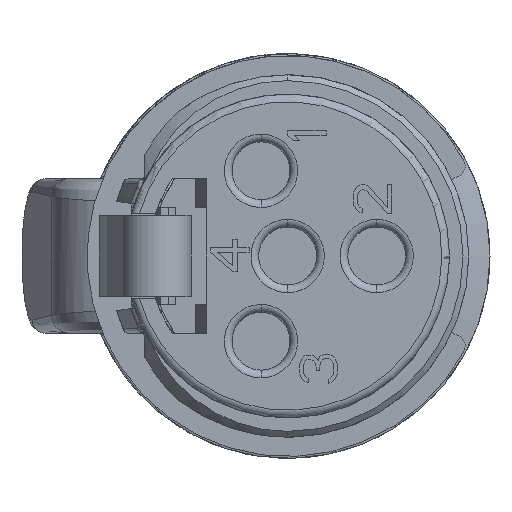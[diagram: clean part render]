
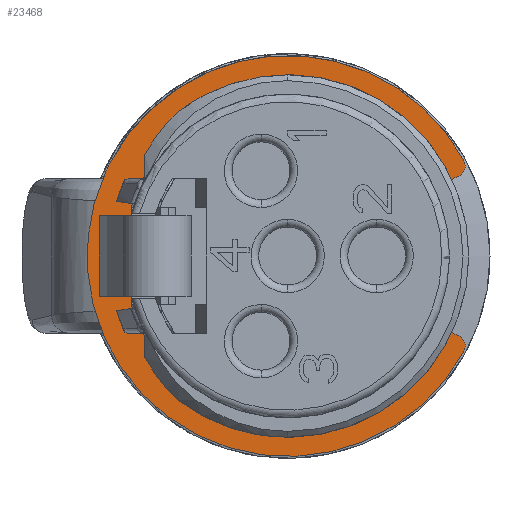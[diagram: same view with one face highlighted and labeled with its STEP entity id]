
A CAD part, left-side view. The second image highlights one B-rep face of the part: STEP entity #23468.
In plain terms, the highlighted planar face has unit normal (-1, 0, 0).
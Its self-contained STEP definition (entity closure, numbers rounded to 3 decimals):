
#7515=CARTESIAN_POINT('',(0.65,4.052,-1.25));
#7517=DIRECTION('',(0.,0.,1.));
#7518=VECTOR('',#7517,2.5);
#7519=CARTESIAN_POINT('',(0.65,4.052,-1.25));
#7520=LINE('',#7519,#7518);
#7669=CARTESIAN_POINT('',(0.65,0.,0.));
#7670=DIRECTION('',(-1.,0.,0.));
#7671=DIRECTION('',(0.,0.871,-0.492));
#7672=AXIS2_PLACEMENT_3D('',#7669,#7670,#7671);
#7674=CARTESIAN_POINT('',(0.65,0.,0.));
#7675=DIRECTION('',(-1.,0.,0.));
#7676=DIRECTION('',(0.,0.,-1.));
#7677=AXIS2_PLACEMENT_3D('',#7674,#7675,#7676);
#7679=CARTESIAN_POINT('',(0.65,-4.07,-2.449));
#7680=DIRECTION('',(1.,0.,0.));
#7681=DIRECTION('',(0.,0.857,0.516));
#7682=AXIS2_PLACEMENT_3D('',#7679,#7680,#7681);
#7684=DIRECTION('',(0.,-0.906,-0.423));
#7685=VECTOR('',#7684,0.167);
#7686=CARTESIAN_POINT('',(0.65,-4.281,-1.996));
#7687=LINE('',#7686,#7685);
#7688=CARTESIAN_POINT('',(0.65,-4.306,-2.339));
#7689=DIRECTION('',(1.,0.,0.));
#7690=DIRECTION('',(0.,-0.423,0.906));
#7691=AXIS2_PLACEMENT_3D('',#7688,#7689,#7690);
#7693=CARTESIAN_POINT('',(0.65,0.,0.));
#7694=DIRECTION('',(1.,0.,0.));
#7695=DIRECTION('',(0.,-0.879,-0.477));
#7696=AXIS2_PLACEMENT_3D('',#7693,#7694,#7695);
#7698=CARTESIAN_POINT('',(0.65,0.,0.));
#7699=DIRECTION('',(1.,0.,0.));
#7700=DIRECTION('',(0.,0.906,0.423));
#7701=AXIS2_PLACEMENT_3D('',#7698,#7699,#7700);
#7703=CARTESIAN_POINT('',(0.65,0.,0.));
#7704=DIRECTION('',(1.,0.,0.));
#7705=DIRECTION('',(0.,0.879,0.477));
#7706=AXIS2_PLACEMENT_3D('',#7703,#7704,#7705);
#7708=CARTESIAN_POINT('',(0.65,-4.306,2.339));
#7709=DIRECTION('',(1.,0.,0.));
#7710=DIRECTION('',(0.,-0.879,0.477));
#7711=AXIS2_PLACEMENT_3D('',#7708,#7709,#7710);
#7713=DIRECTION('',(0.,0.906,-0.423));
#7714=VECTOR('',#7713,0.167);
#7715=CARTESIAN_POINT('',(0.65,-4.433,2.067));
#7716=LINE('',#7715,#7714);
#7717=CARTESIAN_POINT('',(0.65,-4.07,2.449));
#7718=DIRECTION('',(1.,0.,0.));
#7719=DIRECTION('',(0.,-0.423,-0.906));
#7720=AXIS2_PLACEMENT_3D('',#7717,#7718,#7719);
#7722=CARTESIAN_POINT('',(0.65,0.,0.));
#7723=DIRECTION('',(-1.,0.,0.));
#7724=DIRECTION('',(0.,-0.857,0.516));
#7725=AXIS2_PLACEMENT_3D('',#7722,#7723,#7724);
#7727=CARTESIAN_POINT('',(0.65,0.,0.));
#7728=DIRECTION('',(-1.,0.,0.));
#7729=DIRECTION('',(0.,0.,1.));
#7730=AXIS2_PLACEMENT_3D('',#7727,#7728,#7729);
#7732=CARTESIAN_POINT('',(0.65,0.,0.));
#7733=DIRECTION('',(-1.,0.,0.));
#7734=DIRECTION('',(0.,0.871,0.492));
#7735=AXIS2_PLACEMENT_3D('',#7732,#7733,#7734);
#7737=CARTESIAN_POINT('',(0.65,3.852,1.25));
#7738=DIRECTION('',(-1.,0.,0.));
#7739=DIRECTION('',(0.,0.951,0.309));
#7740=AXIS2_PLACEMENT_3D('',#7737,#7738,#7739);
#7742=CARTESIAN_POINT('',(0.65,3.852,-1.25));
#7743=DIRECTION('',(-1.,0.,0.));
#7744=DIRECTION('',(0.,1.,0.));
#7745=AXIS2_PLACEMENT_3D('',#7742,#7743,#7744);
#7747=CARTESIAN_POINT('',(0.65,0.,0.));
#7748=DIRECTION('',(-1.,0.,0.));
#7749=DIRECTION('',(0.,0.951,-0.309));
#7750=AXIS2_PLACEMENT_3D('',#7747,#7748,#7749);
#13410=VERTEX_POINT('',#7515);
#13411=CARTESIAN_POINT('',(0.65,4.052,1.25));
#13412=VERTEX_POINT('',#13411);
#13415=CARTESIAN_POINT('',(0.65,4.043,-1.312));
#13416=VERTEX_POINT('',#13415);
#13445=CARTESIAN_POINT('',(0.65,-3.641,-2.192));
#13446=VERTEX_POINT('',#13445);
#13447=CARTESIAN_POINT('',(0.65,3.7,-2.091));
#13448=CARTESIAN_POINT('',(0.65,0.,-4.25));
#13449=VERTEX_POINT('',#13447);
#13450=VERTEX_POINT('',#13448);
#13459=CARTESIAN_POINT('',(0.65,3.7,2.091));
#13460=VERTEX_POINT('',#13459);
#13461=CARTESIAN_POINT('',(0.65,-3.641,2.192));
#13462=CARTESIAN_POINT('',(0.65,0.,4.25));
#13463=VERTEX_POINT('',#13461);
#13464=VERTEX_POINT('',#13462);
#13473=CARTESIAN_POINT('',(0.65,-4.281,-1.996));
#13474=VERTEX_POINT('',#13473);
#13475=CARTESIAN_POINT('',(0.65,-4.433,-2.067));
#13476=VERTEX_POINT('',#13475);
#13477=CARTESIAN_POINT('',(0.65,-4.569,-2.482));
#13478=VERTEX_POINT('',#13477);
#13479=CARTESIAN_POINT('',(0.65,-4.569,2.482));
#13480=VERTEX_POINT('',#13479);
#13481=CARTESIAN_POINT('',(0.65,4.713,2.198));
#13482=VERTEX_POINT('',#13481);
#13483=CARTESIAN_POINT('',(0.65,4.569,2.482));
#13484=VERTEX_POINT('',#13483);
#13485=CARTESIAN_POINT('',(0.65,-4.433,2.067));
#13486=VERTEX_POINT('',#13485);
#13487=CARTESIAN_POINT('',(0.65,-4.281,1.996));
#13488=VERTEX_POINT('',#13487);
#13489=CARTESIAN_POINT('',(0.65,4.043,1.312));
#13490=VERTEX_POINT('',#13489);
#23440=CARTESIAN_POINT('',(0.65,0.,0.));
#23441=DIRECTION('',(1.,0.,0.));
#23442=DIRECTION('',(0.,-1.,0.));
#23443=AXIS2_PLACEMENT_3D('',#23440,#23441,#23442);
#23444=PLANE('',#23443);
#23445=ORIENTED_EDGE('',*,*,#23305,.T.);
#23446=ORIENTED_EDGE('',*,*,#23303,.T.);
#23447=ORIENTED_EDGE('',*,*,#23347,.T.);
#23448=ORIENTED_EDGE('',*,*,#23359,.T.);
#23449=ORIENTED_EDGE('',*,*,#23374,.T.);
#23450=ORIENTED_EDGE('',*,*,#23391,.T.);
#23451=ORIENTED_EDGE('',*,*,#23389,.T.);
#23452=ORIENTED_EDGE('',*,*,#23387,.T.);
#23453=ORIENTED_EDGE('',*,*,#23407,.T.);
#23454=ORIENTED_EDGE('',*,*,#23422,.T.);
#23455=ORIENTED_EDGE('',*,*,#23433,.T.);
#23456=ORIENTED_EDGE('',*,*,#23319,.T.);
#23457=ORIENTED_EDGE('',*,*,#23317,.T.);
#23459=ORIENTED_EDGE('',*,*,#23458,.T.);
#23461=ORIENTED_EDGE('',*,*,#23460,.T.);
#23462=ORIENTED_EDGE('',*,*,#23172,.F.);
#23463=ORIENTED_EDGE('',*,*,#23248,.T.);
#23465=ORIENTED_EDGE('',*,*,#23464,.T.);
#23466=EDGE_LOOP('',(#23445,#23446,#23447,#23448,#23449,#23450,#23451,#23452,
#23453,#23454,#23455,#23456,#23457,#23459,#23461,#23462,#23463,#23465));
#23467=FACE_OUTER_BOUND('',#23466,.F.);
#7673=CIRCLE('',#7672,4.25);
#7678=CIRCLE('',#7677,4.25);
#7683=CIRCLE('',#7682,0.5);
#7692=CIRCLE('',#7691,0.3);
#7697=CIRCLE('',#7696,5.2);
#7702=CIRCLE('',#7701,5.2);
#7707=CIRCLE('',#7706,5.2);
#7712=CIRCLE('',#7711,0.3);
#7721=CIRCLE('',#7720,0.5);
#7726=CIRCLE('',#7725,4.25);
#7731=CIRCLE('',#7730,4.25);
#7736=CIRCLE('',#7735,4.25);
#7741=CIRCLE('',#7740,0.2);
#7746=CIRCLE('',#7745,0.2);
#7751=CIRCLE('',#7750,4.25);
#23172=EDGE_CURVE('',#13410,#13412,#7520,.T.);
#23248=EDGE_CURVE('',#13410,#13416,#7746,.T.);
#23303=EDGE_CURVE('',#13450,#13446,#7678,.T.);
#23305=EDGE_CURVE('',#13449,#13450,#7673,.T.);
#23317=EDGE_CURVE('',#13464,#13460,#7731,.T.);
#23319=EDGE_CURVE('',#13463,#13464,#7726,.T.);
#23347=EDGE_CURVE('',#13446,#13474,#7683,.T.);
#23359=EDGE_CURVE('',#13474,#13476,#7687,.T.);
#23374=EDGE_CURVE('',#13476,#13478,#7692,.T.);
#23387=EDGE_CURVE('',#13484,#13480,#7707,.T.);
#23389=EDGE_CURVE('',#13482,#13484,#7702,.T.);
#23391=EDGE_CURVE('',#13478,#13482,#7697,.T.);
#23407=EDGE_CURVE('',#13480,#13486,#7712,.T.);
#23422=EDGE_CURVE('',#13486,#13488,#7716,.T.);
#23433=EDGE_CURVE('',#13488,#13463,#7721,.T.);
#23458=EDGE_CURVE('',#13460,#13490,#7736,.T.);
#23460=EDGE_CURVE('',#13490,#13412,#7741,.T.);
#23464=EDGE_CURVE('',#13416,#13449,#7751,.T.);
#23468=ADVANCED_FACE('',(#23467),#23444,.F.);
